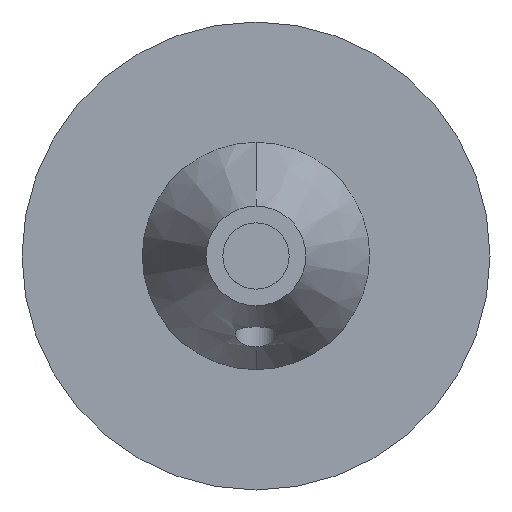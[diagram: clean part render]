
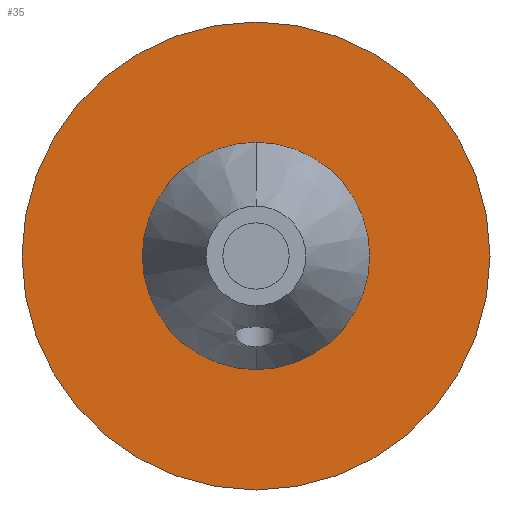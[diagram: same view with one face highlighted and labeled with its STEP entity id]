
A CAD part, front view. The second image highlights one B-rep face of the part: STEP entity #35.
In plain terms, the highlighted planar face has unit normal (0, -1, 0).
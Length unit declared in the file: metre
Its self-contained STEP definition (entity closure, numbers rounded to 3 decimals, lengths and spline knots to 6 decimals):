
#7 = CIRCLE ( 'NONE', #128, 0.0141 ) ;
#18 = ORIENTED_EDGE ( 'NONE', *, *, #114, .F. ) ;
#26 = DIRECTION ( 'NONE',  ( 0., -1., 0. ) ) ;
#29 = FACE_BOUND ( 'NONE', #266, .T. ) ;
#35 = ADVANCED_FACE ( 'NONE', ( #515, #29 ), #270, .T. ) ;
#44 = DIRECTION ( 'NONE',  ( 0., 0., -1. ) ) ;
#59 = VERTEX_POINT ( 'NONE', #254 ) ;
#72 = EDGE_LOOP ( 'NONE', ( #307, #224 ) ) ;
#96 = DIRECTION ( 'NONE',  ( 0., -1., 0. ) ) ;
#114 = EDGE_CURVE ( 'NONE', #430, #59, #231, .T. ) ;
#121 = AXIS2_PLACEMENT_3D ( 'NONE', #392, #26, #189 ) ;
#123 = CARTESIAN_POINT ( 'NONE',  ( 0., -0.0015, 0.00685 ) ) ;
#128 = AXIS2_PLACEMENT_3D ( 'NONE', #147, #96, #463 ) ;
#136 = EDGE_CURVE ( 'NONE', #472, #188, #7, .T. ) ;
#147 = CARTESIAN_POINT ( 'NONE',  ( 0., -0.0015, 0. ) ) ;
#157 = CIRCLE ( 'NONE', #382, 0.0141 ) ;
#175 = AXIS2_PLACEMENT_3D ( 'NONE', #282, #442, #240 ) ;
#188 = VERTEX_POINT ( 'NONE', #272 ) ;
#189 = DIRECTION ( 'NONE',  ( 0., 0., -1. ) ) ;
#201 = CARTESIAN_POINT ( 'NONE',  ( 0., -0.0015, -0.0141 ) ) ;
#221 = ORIENTED_EDGE ( 'NONE', *, *, #466, .F. ) ;
#224 = ORIENTED_EDGE ( 'NONE', *, *, #497, .T. ) ;
#231 = CIRCLE ( 'NONE', #450, 0.00685 ) ;
#240 = DIRECTION ( 'NONE',  ( 0., 0., -1. ) ) ;
#254 = CARTESIAN_POINT ( 'NONE',  ( 0., -0.0015, -0.00685 ) ) ;
#266 = EDGE_LOOP ( 'NONE', ( #18, #221 ) ) ;
#270 = PLANE ( 'NONE',  #121 ) ;
#272 = CARTESIAN_POINT ( 'NONE',  ( 0., -0.0015, 0.0141 ) ) ;
#282 = CARTESIAN_POINT ( 'NONE',  ( 0., -0.0015, 0. ) ) ;
#299 = CARTESIAN_POINT ( 'NONE',  ( 0., -0.0015, 0. ) ) ;
#303 = DIRECTION ( 'NONE',  ( 0., -1., 0. ) ) ;
#307 = ORIENTED_EDGE ( 'NONE', *, *, #136, .T. ) ;
#340 = DIRECTION ( 'NONE',  ( 0., -1., 0. ) ) ;
#347 = DIRECTION ( 'NONE',  ( 0., 0., -1. ) ) ;
#376 = CARTESIAN_POINT ( 'NONE',  ( 0., -0.0015, 0. ) ) ;
#382 = AXIS2_PLACEMENT_3D ( 'NONE', #299, #340, #44 ) ;
#392 = CARTESIAN_POINT ( 'NONE',  ( 0.0141, -0.0015, 0. ) ) ;
#407 = CIRCLE ( 'NONE', #175, 0.00685 ) ;
#430 = VERTEX_POINT ( 'NONE', #123 ) ;
#442 = DIRECTION ( 'NONE',  ( 0., -1., 0. ) ) ;
#450 = AXIS2_PLACEMENT_3D ( 'NONE', #376, #303, #347 ) ;
#463 = DIRECTION ( 'NONE',  ( 0., 0., -1. ) ) ;
#466 = EDGE_CURVE ( 'NONE', #59, #430, #407, .T. ) ;
#472 = VERTEX_POINT ( 'NONE', #201 ) ;
#497 = EDGE_CURVE ( 'NONE', #188, #472, #157, .T. ) ;
#515 = FACE_OUTER_BOUND ( 'NONE', #72, .T. ) ;
